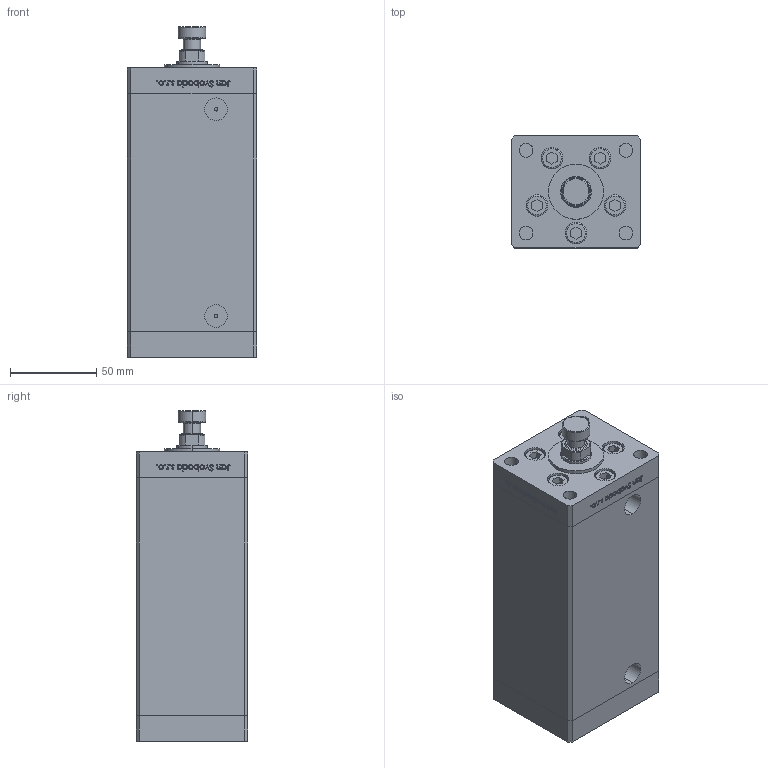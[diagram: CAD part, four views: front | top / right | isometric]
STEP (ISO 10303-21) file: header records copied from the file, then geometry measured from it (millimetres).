
FILE_DESCRIPTION (( 'STEP AP203' ), '1' );
FILE_NAME ('0f92.STEP', '2024-01-31T19:35:20', ( '' ), ( '' ), 'SwSTEP 2.0', 'SolidWorks 2019', '' );
FILE_SCHEMA (( 'CONFIG_CONTROL_DESIGN' ));
Length unit declared in the file: millimetre
Products named in the file (7): V220C_B MIDDLE c92351dd759a38d4d5e77cc145bb4ada; V220C_VC_B c92351dd759a38d4d5e77cc145bb4ada; V220CC_FLOATING_JOINT c92351dd759a38d4d5e77cc145bb4ada; ALLEN BOLT c92351dd759a38d4d5e77cc145bb4ada; V220C_FRONT_B c92351dd759a38d4d5e77cc145bb4ada; V220C BACK_B c92351dd759a38d4d5e77cc145bb4ada; 0f92
Assembly tree (15 placements, depth 2):
  0f92
    V220C_B MIDDLE c92351dd759a38d4d5e77cc145bb4ada
    V220C BACK_B c92351dd759a38d4d5e77cc145bb4ada
    V220C_FRONT_B c92351dd759a38d4d5e77cc145bb4ada
    V220C_VC_B c92351dd759a38d4d5e77cc145bb4ada
    ALLEN BOLT c92351dd759a38d4d5e77cc145bb4ada  x10
    V220CC_FLOATING_JOINT c92351dd759a38d4d5e77cc145bb4ada
Bounding box: 75 x 65 x 192 mm (x, y, z)
Volume: 732721.9 mm3; surface area: 129322.5 mm2
Topology: 15 solids, 15 shells, 1199 faces, 2987 edges, 1957 vertices
Faces by surface type: bspline 484, plane 466, cylinder 151, torus 50, cone 48
Entity records: 52724 total; most frequent: CARTESIAN_POINT 30359, ORIENTED_EDGE 5142, DIRECTION 2927, EDGE_CURVE 2571, VERTEX_POINT 1705, VECTOR 1325, LINE 1325, EDGE_LOOP 1168
